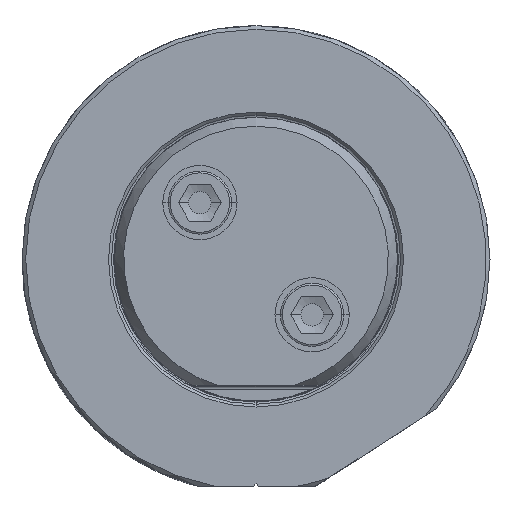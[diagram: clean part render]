
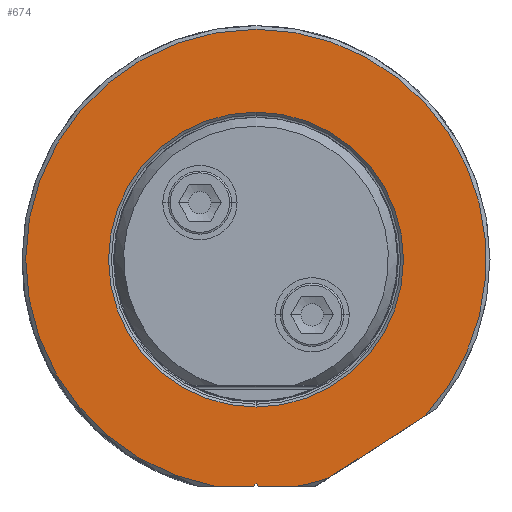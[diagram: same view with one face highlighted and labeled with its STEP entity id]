
A CAD part, top view. The second image highlights one B-rep face of the part: STEP entity #674.
In plain terms, the highlighted planar face has unit normal (0, 0, 1).
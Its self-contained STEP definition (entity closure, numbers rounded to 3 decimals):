
#217=PLANE('',#6160);
#674=ADVANCED_FACE('',(#1006,#1007),#217,.T.);
#1006=FACE_BOUND('',#1144,.T.);
#1007=FACE_BOUND('',#1145,.T.);
#1144=EDGE_LOOP('',(#3249,#3250,#3251,#3252,#3253,#3254,#3255,#3256));
#1145=EDGE_LOOP('',(#3257,#3258));
#1462=CIRCLE('',#6154,31.);
#1463=CIRCLE('',#6156,31.);
#1464=CIRCLE('',#6157,31.);
#1465=CIRCLE('',#6158,19.85);
#1466=CIRCLE('',#6159,19.85);
#1779=LINE('',#12365,#2102);
#1782=LINE('',#12389,#2105);
#1783=LINE('',#12391,#2106);
#1784=LINE('',#12393,#2107);
#1785=LINE('',#12395,#2108);
#2102=VECTOR('',#7212,1.);
#2105=VECTOR('',#7229,1.);
#2106=VECTOR('',#7230,1.);
#2107=VECTOR('',#7231,1.);
#2108=VECTOR('',#7232,1.);
#3249=ORIENTED_EDGE('',*,*,#5252,.T.);
#3250=ORIENTED_EDGE('',*,*,#5246,.T.);
#3251=ORIENTED_EDGE('',*,*,#5253,.T.);
#3252=ORIENTED_EDGE('',*,*,#5254,.T.);
#3253=ORIENTED_EDGE('',*,*,#5255,.F.);
#3254=ORIENTED_EDGE('',*,*,#5256,.T.);
#3255=ORIENTED_EDGE('',*,*,#5257,.T.);
#3256=ORIENTED_EDGE('',*,*,#5258,.F.);
#3257=ORIENTED_EDGE('',*,*,#5259,.T.);
#3258=ORIENTED_EDGE('',*,*,#5260,.T.);
#4555=VERTEX_POINT('',#12364);
#4556=VERTEX_POINT('',#12366);
#4559=VERTEX_POINT('',#12382);
#4560=VERTEX_POINT('',#12386);
#4561=VERTEX_POINT('',#12388);
#4562=VERTEX_POINT('',#12390);
#4563=VERTEX_POINT('',#12392);
#4564=VERTEX_POINT('',#12394);
#4565=VERTEX_POINT('',#12397);
#4566=VERTEX_POINT('',#12398);
#5246=EDGE_CURVE('',#4556,#4555,#1779,.T.);
#5252=EDGE_CURVE('',#4559,#4556,#1462,.T.);
#5253=EDGE_CURVE('',#4555,#4560,#1463,.T.);
#5254=EDGE_CURVE('',#4560,#4561,#1464,.T.);
#5255=EDGE_CURVE('',#4562,#4561,#1782,.T.);
#5256=EDGE_CURVE('',#4562,#4563,#1783,.T.);
#5257=EDGE_CURVE('',#4563,#4564,#1784,.T.);
#5258=EDGE_CURVE('',#4559,#4564,#1785,.T.);
#5259=EDGE_CURVE('',#4565,#4566,#1465,.T.);
#5260=EDGE_CURVE('',#4566,#4565,#1466,.T.);
#6154=AXIS2_PLACEMENT_3D('',#12383,#7221,#7222);
#6156=AXIS2_PLACEMENT_3D('',#12385,#7225,#7226);
#6157=AXIS2_PLACEMENT_3D('',#12387,#7227,#7228);
#6158=AXIS2_PLACEMENT_3D('',#12396,#7233,#7234);
#6159=AXIS2_PLACEMENT_3D('',#12399,#7235,#7236);
#6160=AXIS2_PLACEMENT_3D('',#12400,#7237,#7238);
#7212=DIRECTION('',(0.841,0.541,0.));
#7221=DIRECTION('',(0.,0.,1.));
#7222=DIRECTION('',(0.179,-0.984,0.));
#7225=DIRECTION('',(0.,0.,1.));
#7226=DIRECTION('',(0.736,-0.677,0.));
#7227=DIRECTION('',(0.,0.,1.));
#7228=DIRECTION('',(0.,1.,0.));
#7229=DIRECTION('',(-1.,0.,0.));
#7230=DIRECTION('',(0.707,0.707,0.));
#7231=DIRECTION('',(0.707,-0.707,0.));
#7232=DIRECTION('',(-1.,0.,0.));
#7233=DIRECTION('',(0.,0.,-1.));
#7234=DIRECTION('',(0.,-1.,0.));
#7235=DIRECTION('',(0.,0.,-1.));
#7236=DIRECTION('',(0.,1.,0.));
#7237=DIRECTION('',(0.,0.,1.));
#7238=DIRECTION('',(0.,-1.,0.));
#12364=CARTESIAN_POINT('',(22.803,-21.,0.));
#12365=CARTESIAN_POINT('',(9.668,-29.454,0.));
#12366=CARTESIAN_POINT('',(9.668,-29.454,0.));
#12382=CARTESIAN_POINT('',(5.545,-30.5,0.));
#12383=CARTESIAN_POINT('',(0.,0.,0.));
#12385=CARTESIAN_POINT('',(0.,0.,0.));
#12386=CARTESIAN_POINT('',(0.,31.,0.));
#12387=CARTESIAN_POINT('',(0.,0.,0.));
#12388=CARTESIAN_POINT('',(-5.545,-30.5,0.));
#12389=CARTESIAN_POINT('',(-0.354,-30.5,0.));
#12390=CARTESIAN_POINT('',(-0.354,-30.5,0.));
#12391=CARTESIAN_POINT('',(-0.354,-30.5,0.));
#12392=CARTESIAN_POINT('',(0.,-30.146,0.));
#12393=CARTESIAN_POINT('',(0.,-30.146,0.));
#12394=CARTESIAN_POINT('',(0.354,-30.5,0.));
#12395=CARTESIAN_POINT('',(5.545,-30.5,0.));
#12396=CARTESIAN_POINT('',(0.,0.,0.));
#12397=CARTESIAN_POINT('',(0.,-19.85,0.));
#12398=CARTESIAN_POINT('',(0.,19.85,0.));
#12399=CARTESIAN_POINT('',(0.,0.,0.));
#12400=CARTESIAN_POINT('',(0.,0.25,0.));
